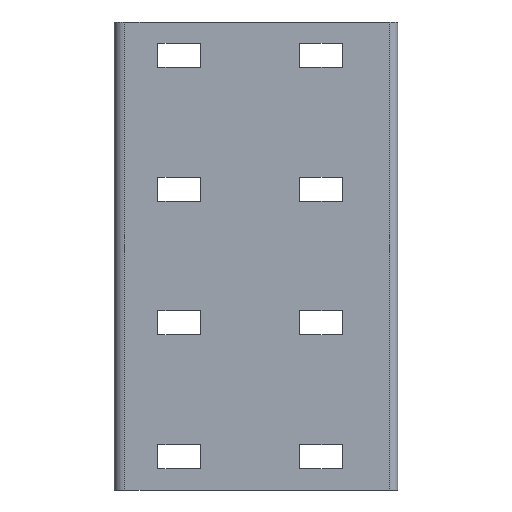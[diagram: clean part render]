
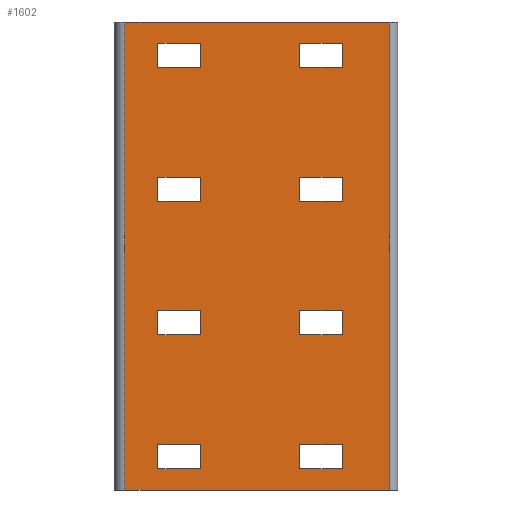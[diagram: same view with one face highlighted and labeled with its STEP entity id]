
A CAD part, left-side view. The second image highlights one B-rep face of the part: STEP entity #1602.
In plain terms, the highlighted planar face has unit normal (-1, 0, 0).
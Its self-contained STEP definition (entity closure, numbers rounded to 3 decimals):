
#109=DIRECTION('',(0.,0.,-1.));
#110=VECTOR('',#109,175.);
#111=CARTESIAN_POINT('',(0.,3.,0.));
#112=LINE('',#111,#110);
#369=DIRECTION('',(0.,0.,-1.));
#370=VECTOR('',#369,9.);
#371=CARTESIAN_POINT('',(0.,36.7,-8.));
#372=LINE('',#371,#370);
#373=DIRECTION('',(0.,-1.,0.));
#374=VECTOR('',#373,16.);
#375=CARTESIAN_POINT('',(0.,36.7,-17.));
#376=LINE('',#375,#374);
#377=DIRECTION('',(0.,0.,1.));
#378=VECTOR('',#377,9.);
#379=CARTESIAN_POINT('',(0.,20.7,-17.));
#380=LINE('',#379,#378);
#381=DIRECTION('',(0.,1.,0.));
#382=VECTOR('',#381,16.);
#383=CARTESIAN_POINT('',(0.,20.7,-8.));
#384=LINE('',#383,#382);
#385=DIRECTION('',(0.,0.,-1.));
#386=VECTOR('',#385,9.);
#387=CARTESIAN_POINT('',(0.,36.7,-58.));
#388=LINE('',#387,#386);
#389=DIRECTION('',(0.,-1.,0.));
#390=VECTOR('',#389,16.);
#391=CARTESIAN_POINT('',(0.,36.7,-67.));
#392=LINE('',#391,#390);
#393=DIRECTION('',(0.,0.,1.));
#394=VECTOR('',#393,9.);
#395=CARTESIAN_POINT('',(0.,20.7,-67.));
#396=LINE('',#395,#394);
#397=DIRECTION('',(0.,1.,0.));
#398=VECTOR('',#397,16.);
#399=CARTESIAN_POINT('',(0.,20.7,-58.));
#400=LINE('',#399,#398);
#401=DIRECTION('',(0.,0.,-1.));
#402=VECTOR('',#401,9.);
#403=CARTESIAN_POINT('',(0.,36.7,-108.));
#404=LINE('',#403,#402);
#405=DIRECTION('',(0.,-1.,0.));
#406=VECTOR('',#405,16.);
#407=CARTESIAN_POINT('',(0.,36.7,-117.));
#408=LINE('',#407,#406);
#409=DIRECTION('',(0.,0.,1.));
#410=VECTOR('',#409,9.);
#411=CARTESIAN_POINT('',(0.,20.7,-117.));
#412=LINE('',#411,#410);
#413=DIRECTION('',(0.,1.,0.));
#414=VECTOR('',#413,16.);
#415=CARTESIAN_POINT('',(0.,20.7,-108.));
#416=LINE('',#415,#414);
#417=DIRECTION('',(0.,0.,-1.));
#418=VECTOR('',#417,9.);
#419=CARTESIAN_POINT('',(0.,36.7,-158.));
#420=LINE('',#419,#418);
#421=DIRECTION('',(0.,-1.,0.));
#422=VECTOR('',#421,16.);
#423=CARTESIAN_POINT('',(0.,36.7,-167.));
#424=LINE('',#423,#422);
#425=DIRECTION('',(0.,0.,1.));
#426=VECTOR('',#425,9.);
#427=CARTESIAN_POINT('',(0.,20.7,-167.));
#428=LINE('',#427,#426);
#429=DIRECTION('',(0.,1.,0.));
#430=VECTOR('',#429,16.);
#431=CARTESIAN_POINT('',(0.,20.7,-158.));
#432=LINE('',#431,#430);
#433=DIRECTION('',(0.,0.,-1.));
#434=VECTOR('',#433,9.);
#435=CARTESIAN_POINT('',(0.,89.7,-8.));
#436=LINE('',#435,#434);
#437=DIRECTION('',(0.,-1.,0.));
#438=VECTOR('',#437,16.);
#439=CARTESIAN_POINT('',(0.,89.7,-17.));
#440=LINE('',#439,#438);
#441=DIRECTION('',(0.,0.,1.));
#442=VECTOR('',#441,9.);
#443=CARTESIAN_POINT('',(0.,73.7,-17.));
#444=LINE('',#443,#442);
#445=DIRECTION('',(0.,1.,0.));
#446=VECTOR('',#445,16.);
#447=CARTESIAN_POINT('',(0.,73.7,-8.));
#448=LINE('',#447,#446);
#449=DIRECTION('',(0.,0.,-1.));
#450=VECTOR('',#449,9.);
#451=CARTESIAN_POINT('',(0.,89.7,-58.));
#452=LINE('',#451,#450);
#453=DIRECTION('',(0.,-1.,0.));
#454=VECTOR('',#453,16.);
#455=CARTESIAN_POINT('',(0.,89.7,-67.));
#456=LINE('',#455,#454);
#457=DIRECTION('',(0.,0.,1.));
#458=VECTOR('',#457,9.);
#459=CARTESIAN_POINT('',(0.,73.7,-67.));
#460=LINE('',#459,#458);
#461=DIRECTION('',(0.,1.,0.));
#462=VECTOR('',#461,16.);
#463=CARTESIAN_POINT('',(0.,73.7,-58.));
#464=LINE('',#463,#462);
#465=DIRECTION('',(0.,0.,-1.));
#466=VECTOR('',#465,9.);
#467=CARTESIAN_POINT('',(0.,89.7,-108.));
#468=LINE('',#467,#466);
#469=DIRECTION('',(0.,-1.,0.));
#470=VECTOR('',#469,16.);
#471=CARTESIAN_POINT('',(0.,89.7,-117.));
#472=LINE('',#471,#470);
#473=DIRECTION('',(0.,0.,1.));
#474=VECTOR('',#473,9.);
#475=CARTESIAN_POINT('',(0.,73.7,-117.));
#476=LINE('',#475,#474);
#477=DIRECTION('',(0.,1.,0.));
#478=VECTOR('',#477,16.);
#479=CARTESIAN_POINT('',(0.,73.7,-108.));
#480=LINE('',#479,#478);
#481=DIRECTION('',(0.,0.,-1.));
#482=VECTOR('',#481,9.);
#483=CARTESIAN_POINT('',(0.,89.7,-158.));
#484=LINE('',#483,#482);
#485=DIRECTION('',(0.,-1.,0.));
#486=VECTOR('',#485,16.);
#487=CARTESIAN_POINT('',(0.,89.7,-167.));
#488=LINE('',#487,#486);
#489=DIRECTION('',(0.,0.,1.));
#490=VECTOR('',#489,9.);
#491=CARTESIAN_POINT('',(0.,73.7,-167.));
#492=LINE('',#491,#490);
#493=DIRECTION('',(0.,1.,0.));
#494=VECTOR('',#493,16.);
#495=CARTESIAN_POINT('',(0.,73.7,-158.));
#496=LINE('',#495,#494);
#621=DIRECTION('',(0.,0.,1.));
#622=VECTOR('',#621,175.);
#623=CARTESIAN_POINT('',(0.,102.,-175.));
#624=LINE('',#623,#622);
#639=DIRECTION('',(0.,-1.,0.));
#640=VECTOR('',#639,99.);
#641=CARTESIAN_POINT('',(0.,102.,-175.));
#642=LINE('',#641,#640);
#817=DIRECTION('',(0.,-1.,0.));
#818=VECTOR('',#817,99.);
#819=CARTESIAN_POINT('',(0.,102.,0.));
#820=LINE('',#819,#818);
#889=CARTESIAN_POINT('',(0.,3.,-175.));
#891=VERTEX_POINT('',#889);
#893=CARTESIAN_POINT('',(0.,3.,0.));
#894=VERTEX_POINT('',#893);
#901=CARTESIAN_POINT('',(0.,36.7,-8.));
#902=CARTESIAN_POINT('',(0.,36.7,-17.));
#903=VERTEX_POINT('',#901);
#904=VERTEX_POINT('',#902);
#905=CARTESIAN_POINT('',(0.,20.7,-17.));
#906=VERTEX_POINT('',#905);
#907=CARTESIAN_POINT('',(0.,20.7,-8.));
#908=VERTEX_POINT('',#907);
#917=CARTESIAN_POINT('',(0.,102.,0.));
#918=VERTEX_POINT('',#917);
#919=CARTESIAN_POINT('',(0.,102.,-175.));
#920=VERTEX_POINT('',#919);
#1045=CARTESIAN_POINT('',(0.,36.7,-58.));
#1046=CARTESIAN_POINT('',(0.,36.7,-67.));
#1047=VERTEX_POINT('',#1045);
#1048=VERTEX_POINT('',#1046);
#1049=CARTESIAN_POINT('',(0.,20.7,-67.));
#1050=VERTEX_POINT('',#1049);
#1051=CARTESIAN_POINT('',(0.,20.7,-58.));
#1052=VERTEX_POINT('',#1051);
#1061=CARTESIAN_POINT('',(0.,36.7,-108.));
#1062=CARTESIAN_POINT('',(0.,36.7,-117.));
#1063=VERTEX_POINT('',#1061);
#1064=VERTEX_POINT('',#1062);
#1065=CARTESIAN_POINT('',(0.,20.7,-117.));
#1066=VERTEX_POINT('',#1065);
#1067=CARTESIAN_POINT('',(0.,20.7,-108.));
#1068=VERTEX_POINT('',#1067);
#1077=CARTESIAN_POINT('',(0.,36.7,-158.));
#1078=CARTESIAN_POINT('',(0.,36.7,-167.));
#1079=VERTEX_POINT('',#1077);
#1080=VERTEX_POINT('',#1078);
#1081=CARTESIAN_POINT('',(0.,20.7,-167.));
#1082=VERTEX_POINT('',#1081);
#1083=CARTESIAN_POINT('',(0.,20.7,-158.));
#1084=VERTEX_POINT('',#1083);
#1093=CARTESIAN_POINT('',(0.,89.7,-8.));
#1094=CARTESIAN_POINT('',(0.,89.7,-17.));
#1095=VERTEX_POINT('',#1093);
#1096=VERTEX_POINT('',#1094);
#1097=CARTESIAN_POINT('',(0.,73.7,-17.));
#1098=VERTEX_POINT('',#1097);
#1099=CARTESIAN_POINT('',(0.,73.7,-8.));
#1100=VERTEX_POINT('',#1099);
#1109=CARTESIAN_POINT('',(0.,89.7,-58.));
#1110=CARTESIAN_POINT('',(0.,89.7,-67.));
#1111=VERTEX_POINT('',#1109);
#1112=VERTEX_POINT('',#1110);
#1113=CARTESIAN_POINT('',(0.,73.7,-67.));
#1114=VERTEX_POINT('',#1113);
#1115=CARTESIAN_POINT('',(0.,73.7,-58.));
#1116=VERTEX_POINT('',#1115);
#1125=CARTESIAN_POINT('',(0.,89.7,-108.));
#1126=CARTESIAN_POINT('',(0.,89.7,-117.));
#1127=VERTEX_POINT('',#1125);
#1128=VERTEX_POINT('',#1126);
#1129=CARTESIAN_POINT('',(0.,73.7,-117.));
#1130=VERTEX_POINT('',#1129);
#1131=CARTESIAN_POINT('',(0.,73.7,-108.));
#1132=VERTEX_POINT('',#1131);
#1141=CARTESIAN_POINT('',(0.,89.7,-158.));
#1142=CARTESIAN_POINT('',(0.,89.7,-167.));
#1143=VERTEX_POINT('',#1141);
#1144=VERTEX_POINT('',#1142);
#1145=CARTESIAN_POINT('',(0.,73.7,-167.));
#1146=VERTEX_POINT('',#1145);
#1147=CARTESIAN_POINT('',(0.,73.7,-158.));
#1148=VERTEX_POINT('',#1147);
#1509=CARTESIAN_POINT('',(0.,106.,0.));
#1510=DIRECTION('',(-1.,0.,0.));
#1511=DIRECTION('',(0.,-1.,0.));
#1512=AXIS2_PLACEMENT_3D('',#1509,#1510,#1511);
#1513=PLANE('',#1512);
#1515=ORIENTED_EDGE('',*,*,#1514,.T.);
#1517=ORIENTED_EDGE('',*,*,#1516,.T.);
#1518=ORIENTED_EDGE('',*,*,#1270,.T.);
#1520=ORIENTED_EDGE('',*,*,#1519,.F.);
#1521=EDGE_LOOP('',(#1515,#1517,#1518,#1520));
#1522=FACE_OUTER_BOUND('',#1521,.F.);
#1524=ORIENTED_EDGE('',*,*,#1523,.T.);
#1526=ORIENTED_EDGE('',*,*,#1525,.T.);
#1528=ORIENTED_EDGE('',*,*,#1527,.T.);
#1530=ORIENTED_EDGE('',*,*,#1529,.T.);
#1531=EDGE_LOOP('',(#1524,#1526,#1528,#1530));
#1532=FACE_BOUND('',#1531,.F.);
#1534=ORIENTED_EDGE('',*,*,#1533,.T.);
#1536=ORIENTED_EDGE('',*,*,#1535,.T.);
#1538=ORIENTED_EDGE('',*,*,#1537,.T.);
#1540=ORIENTED_EDGE('',*,*,#1539,.T.);
#1541=EDGE_LOOP('',(#1534,#1536,#1538,#1540));
#1542=FACE_BOUND('',#1541,.F.);
#1544=ORIENTED_EDGE('',*,*,#1543,.T.);
#1546=ORIENTED_EDGE('',*,*,#1545,.T.);
#1548=ORIENTED_EDGE('',*,*,#1547,.T.);
#1550=ORIENTED_EDGE('',*,*,#1549,.T.);
#1551=EDGE_LOOP('',(#1544,#1546,#1548,#1550));
#1552=FACE_BOUND('',#1551,.F.);
#1554=ORIENTED_EDGE('',*,*,#1553,.T.);
#1556=ORIENTED_EDGE('',*,*,#1555,.T.);
#1558=ORIENTED_EDGE('',*,*,#1557,.T.);
#1560=ORIENTED_EDGE('',*,*,#1559,.T.);
#1561=EDGE_LOOP('',(#1554,#1556,#1558,#1560));
#1562=FACE_BOUND('',#1561,.F.);
#1564=ORIENTED_EDGE('',*,*,#1563,.T.);
#1566=ORIENTED_EDGE('',*,*,#1565,.T.);
#1568=ORIENTED_EDGE('',*,*,#1567,.T.);
#1570=ORIENTED_EDGE('',*,*,#1569,.T.);
#1571=EDGE_LOOP('',(#1564,#1566,#1568,#1570));
#1572=FACE_BOUND('',#1571,.F.);
#1574=ORIENTED_EDGE('',*,*,#1573,.T.);
#1576=ORIENTED_EDGE('',*,*,#1575,.T.);
#1578=ORIENTED_EDGE('',*,*,#1577,.T.);
#1580=ORIENTED_EDGE('',*,*,#1579,.T.);
#1581=EDGE_LOOP('',(#1574,#1576,#1578,#1580));
#1582=FACE_BOUND('',#1581,.F.);
#1584=ORIENTED_EDGE('',*,*,#1583,.T.);
#1586=ORIENTED_EDGE('',*,*,#1585,.T.);
#1588=ORIENTED_EDGE('',*,*,#1587,.T.);
#1590=ORIENTED_EDGE('',*,*,#1589,.T.);
#1591=EDGE_LOOP('',(#1584,#1586,#1588,#1590));
#1592=FACE_BOUND('',#1591,.F.);
#1593=ORIENTED_EDGE('',*,*,#1499,.T.);
#1595=ORIENTED_EDGE('',*,*,#1594,.T.);
#1597=ORIENTED_EDGE('',*,*,#1596,.T.);
#1599=ORIENTED_EDGE('',*,*,#1598,.T.);
#1600=EDGE_LOOP('',(#1593,#1595,#1597,#1599));
#1601=FACE_BOUND('',#1600,.F.);
#1602=ADVANCED_FACE('',(#1522,#1532,#1542,#1552,#1562,#1572,#1582,#1592,#1601),
#1513,.T.);
#1270=EDGE_CURVE('',#894,#891,#112,.T.);
#1499=EDGE_CURVE('',#903,#904,#372,.T.);
#1514=EDGE_CURVE('',#920,#918,#624,.T.);
#1516=EDGE_CURVE('',#918,#894,#820,.T.);
#1519=EDGE_CURVE('',#920,#891,#642,.T.);
#1523=EDGE_CURVE('',#1047,#1048,#388,.T.);
#1525=EDGE_CURVE('',#1048,#1050,#392,.T.);
#1527=EDGE_CURVE('',#1050,#1052,#396,.T.);
#1529=EDGE_CURVE('',#1052,#1047,#400,.T.);
#1533=EDGE_CURVE('',#1063,#1064,#404,.T.);
#1535=EDGE_CURVE('',#1064,#1066,#408,.T.);
#1537=EDGE_CURVE('',#1066,#1068,#412,.T.);
#1539=EDGE_CURVE('',#1068,#1063,#416,.T.);
#1543=EDGE_CURVE('',#1079,#1080,#420,.T.);
#1545=EDGE_CURVE('',#1080,#1082,#424,.T.);
#1547=EDGE_CURVE('',#1082,#1084,#428,.T.);
#1549=EDGE_CURVE('',#1084,#1079,#432,.T.);
#1553=EDGE_CURVE('',#1095,#1096,#436,.T.);
#1555=EDGE_CURVE('',#1096,#1098,#440,.T.);
#1557=EDGE_CURVE('',#1098,#1100,#444,.T.);
#1559=EDGE_CURVE('',#1100,#1095,#448,.T.);
#1563=EDGE_CURVE('',#1111,#1112,#452,.T.);
#1565=EDGE_CURVE('',#1112,#1114,#456,.T.);
#1567=EDGE_CURVE('',#1114,#1116,#460,.T.);
#1569=EDGE_CURVE('',#1116,#1111,#464,.T.);
#1573=EDGE_CURVE('',#1127,#1128,#468,.T.);
#1575=EDGE_CURVE('',#1128,#1130,#472,.T.);
#1577=EDGE_CURVE('',#1130,#1132,#476,.T.);
#1579=EDGE_CURVE('',#1132,#1127,#480,.T.);
#1583=EDGE_CURVE('',#1143,#1144,#484,.T.);
#1585=EDGE_CURVE('',#1144,#1146,#488,.T.);
#1587=EDGE_CURVE('',#1146,#1148,#492,.T.);
#1589=EDGE_CURVE('',#1148,#1143,#496,.T.);
#1594=EDGE_CURVE('',#904,#906,#376,.T.);
#1596=EDGE_CURVE('',#906,#908,#380,.T.);
#1598=EDGE_CURVE('',#908,#903,#384,.T.);
